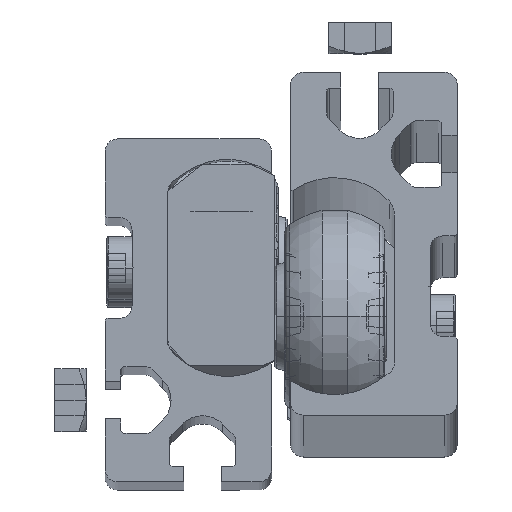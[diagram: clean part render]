
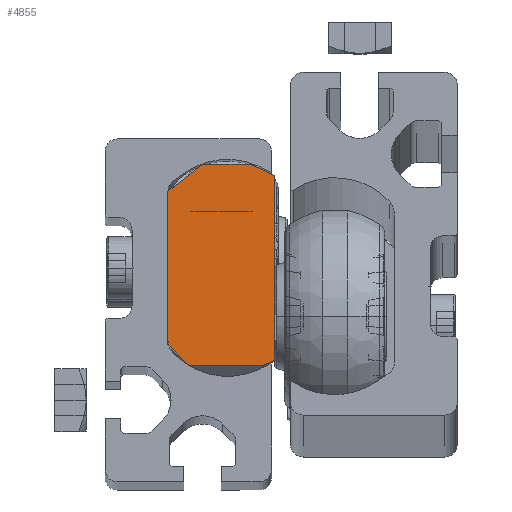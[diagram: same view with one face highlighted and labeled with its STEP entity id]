
A CAD part, top view. The second image highlights one B-rep face of the part: STEP entity #4855.
In plain terms, the highlighted face is planar.
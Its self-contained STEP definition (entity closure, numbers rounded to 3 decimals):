
#1071 = VERTEX_POINT ( 'NONE', #13691 ) ;
#1175 = DIRECTION ( 'NONE',  ( 0., -0.707, -0.707 ) ) ;
#1772 = VECTOR ( 'NONE', #7769, 1000. ) ;
#2138 = CARTESIAN_POINT ( 'NONE',  ( 19., 1.5, 22.2 ) ) ;
#2208 = DIRECTION ( 'NONE',  ( 0., 0., 1. ) ) ;
#2671 = EDGE_CURVE ( 'NONE', #7446, #1071, #8499, .T. ) ;
#2705 = CARTESIAN_POINT ( 'NONE',  ( 19., 14.681, -8.5 ) ) ;
#2821 = DIRECTION ( 'NONE',  ( 0., -1., 0. ) ) ;
#3196 = CARTESIAN_POINT ( 'NONE',  ( 19., -12.2, 8.5 ) ) ;
#3526 = VECTOR ( 'NONE', #1175, 1000. ) ;
#3939 = CARTESIAN_POINT ( 'NONE',  ( 19., -15.5, 5.2 ) ) ;
#4730 = CARTESIAN_POINT ( 'NONE',  ( 19., 14.681, -8.5 ) ) ;
#4855 = ADVANCED_FACE ( 'NONE', ( #16739 ), #5975, .F. ) ;
#5175 = AXIS2_PLACEMENT_3D ( 'NONE', #2138, #14822, #16621 ) ;
#5479 = CARTESIAN_POINT ( 'NONE',  ( 19., -12.2, 8.5 ) ) ;
#5753 = VECTOR ( 'NONE', #21075, 1000. ) ;
#5975 = PLANE ( 'NONE',  #5175 ) ;
#6085 = EDGE_CURVE ( 'NONE', #11651, #10776, #9692, .T. ) ;
#6533 = LINE ( 'NONE', #2705, #15513 ) ;
#7130 = LINE ( 'NONE', #23053, #22556 ) ;
#7446 = VERTEX_POINT ( 'NONE', #11990 ) ;
#7769 = DIRECTION ( 'NONE',  ( 0., 0., -1. ) ) ;
#8082 = EDGE_CURVE ( 'NONE', #21596, #20073, #6533, .T. ) ;
#8499 = LINE ( 'NONE', #10183, #10466 ) ;
#8734 = DIRECTION ( 'NONE',  ( 0., 0.616, -0.788 ) ) ;
#8947 = CARTESIAN_POINT ( 'NONE',  ( 19., 16.5, -4.6 ) ) ;
#9076 = VECTOR ( 'NONE', #2208, 1000. ) ;
#9438 = CARTESIAN_POINT ( 'NONE',  ( 19., -15.5, -6.7 ) ) ;
#9563 = ORIENTED_EDGE ( 'NONE', *, *, #9744, .F. ) ;
#9692 = LINE ( 'NONE', #3939, #1772 ) ;
#9744 = EDGE_CURVE ( 'NONE', #21066, #7446, #14625, .T. ) ;
#9777 = CARTESIAN_POINT ( 'NONE',  ( 19., -15.5, 5.2 ) ) ;
#10183 = CARTESIAN_POINT ( 'NONE',  ( 19., 12.203, 8.5 ) ) ;
#10466 = VECTOR ( 'NONE', #8734, 1000. ) ;
#10776 = VERTEX_POINT ( 'NONE', #9438 ) ;
#10878 = ORIENTED_EDGE ( 'NONE', *, *, #6085, .T. ) ;
#11490 = EDGE_CURVE ( 'NONE', #20073, #10776, #7130, .T. ) ;
#11651 = VERTEX_POINT ( 'NONE', #9777 ) ;
#11804 = VECTOR ( 'NONE', #21827, 1000. ) ;
#11990 = CARTESIAN_POINT ( 'NONE',  ( 19., 12.203, 8.5 ) ) ;
#12058 = EDGE_CURVE ( 'NONE', #15209, #21596, #17684, .T. ) ;
#12081 = CARTESIAN_POINT ( 'NONE',  ( 19., 16.5, -4.6 ) ) ;
#12367 = ORIENTED_EDGE ( 'NONE', *, *, #2671, .F. ) ;
#12653 = LINE ( 'NONE', #3196, #3526 ) ;
#13655 = CARTESIAN_POINT ( 'NONE',  ( 19., 16.5, -4.6 ) ) ;
#13691 = CARTESIAN_POINT ( 'NONE',  ( 19., 16.5, 3. ) ) ;
#13760 = EDGE_CURVE ( 'NONE', #21066, #11651, #12653, .T. ) ;
#14302 = DIRECTION ( 'NONE',  ( 0., -0.423, 0.906 ) ) ;
#14625 = LINE ( 'NONE', #17962, #11804 ) ;
#14822 = DIRECTION ( 'NONE',  ( -1., 0., 0. ) ) ;
#15209 = VERTEX_POINT ( 'NONE', #12081 ) ;
#15513 = VECTOR ( 'NONE', #2821, 1000. ) ;
#16046 = EDGE_LOOP ( 'NONE', ( #12367, #9563, #19798, #10878, #19652, #18651, #20912, #20554 ) ) ;
#16621 = DIRECTION ( 'NONE',  ( 0., 0., 1. ) ) ;
#16739 = FACE_OUTER_BOUND ( 'NONE', #16046, .T. ) ;
#16814 = LINE ( 'NONE', #8947, #9076 ) ;
#17338 = EDGE_CURVE ( 'NONE', #15209, #1071, #16814, .T. ) ;
#17684 = LINE ( 'NONE', #13655, #5753 ) ;
#17962 = CARTESIAN_POINT ( 'NONE',  ( 19., -12.2, 8.5 ) ) ;
#18651 = ORIENTED_EDGE ( 'NONE', *, *, #8082, .F. ) ;
#19652 = ORIENTED_EDGE ( 'NONE', *, *, #11490, .F. ) ;
#19798 = ORIENTED_EDGE ( 'NONE', *, *, #13760, .T. ) ;
#19965 = CARTESIAN_POINT ( 'NONE',  ( 19., -14.661, -8.5 ) ) ;
#20073 = VERTEX_POINT ( 'NONE', #19965 ) ;
#20554 = ORIENTED_EDGE ( 'NONE', *, *, #17338, .T. ) ;
#20912 = ORIENTED_EDGE ( 'NONE', *, *, #12058, .F. ) ;
#21066 = VERTEX_POINT ( 'NONE', #5479 ) ;
#21075 = DIRECTION ( 'NONE',  ( 0., -0.423, -0.906 ) ) ;
#21596 = VERTEX_POINT ( 'NONE', #4730 ) ;
#21827 = DIRECTION ( 'NONE',  ( 0., 1., 0. ) ) ;
#22556 = VECTOR ( 'NONE', #14302, 1000. ) ;
#23053 = CARTESIAN_POINT ( 'NONE',  ( 19., -14.661, -8.5 ) ) ;
